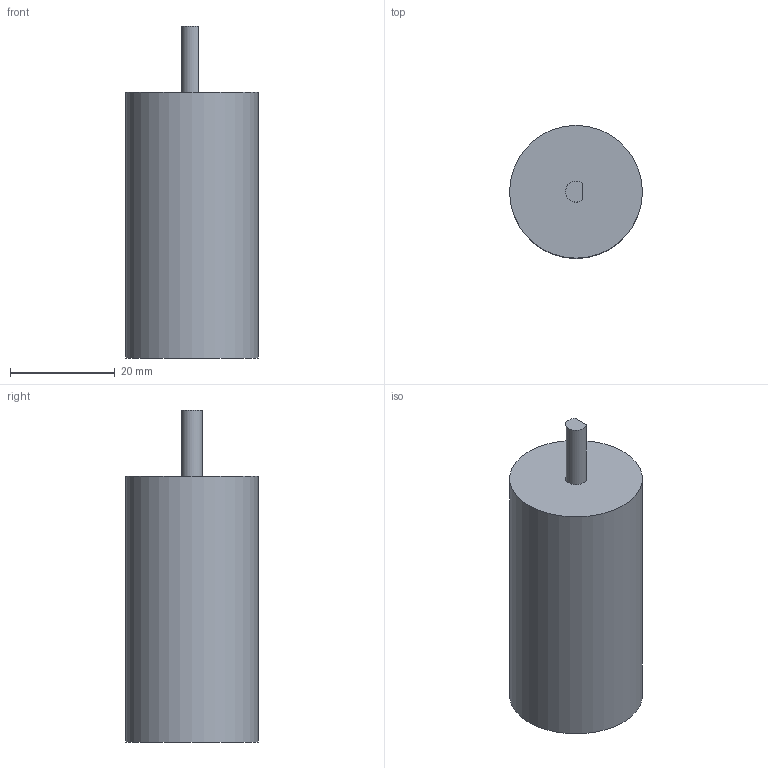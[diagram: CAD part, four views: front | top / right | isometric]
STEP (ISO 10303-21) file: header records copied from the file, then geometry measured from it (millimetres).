
FILE_DESCRIPTION(/* description */ (''),/* implementation_level */ '2;1');
FILE_NAME(/* name */ 'Motor placeholder v4.step',/* time_stamp */ '2019-06-10T09:08:00-07:00',/* author */ (''),/* organization */ (''),/* preprocessor_version */ 'ST-DEVELOPER v18',/* originating_system */ 'Autodesk Translation Framework v8.2.0.1029',/* authorisation */ '');
FILE_SCHEMA (('AUTOMOTIVE_DESIGN { 1 0 10303 214 3 1 1 }'));
Length unit declared in the file: inch
Products named in the file (1): Motor placeholder
Bounding box: 25.4 x 25.4 x 63.5 mm (x, y, z)
Volume: 25881 mm3; surface area: 5221.3 mm2
Topology: 1 solids, 1 shells, 6 faces, 9 edges, 6 vertices
Faces by surface type: plane 4, cylinder 2
Full cylindrical faces by diameter (mm): 25.4 x1
Entity records: 179 total; most frequent: DIRECTION 27, CARTESIAN_POINT 22, ORIENTED_EDGE 18, AXIS2_PLACEMENT_3D 11, EDGE_CURVE 9, EDGE_LOOP 7, FACE_OUTER_BOUND 6, VERTEX_POINT 6
